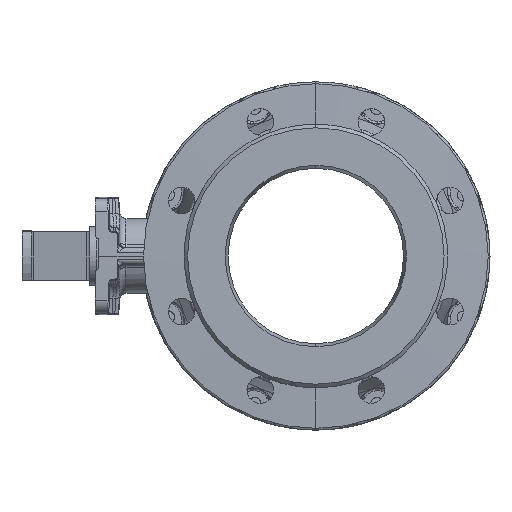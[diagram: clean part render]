
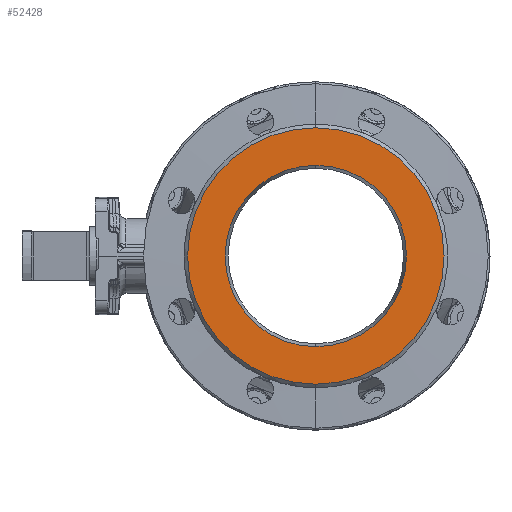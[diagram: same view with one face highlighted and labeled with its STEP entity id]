
A CAD part, left-side view. The second image highlights one B-rep face of the part: STEP entity #52428.
In plain terms, the highlighted planar face has unit normal (-1, 0, 0).
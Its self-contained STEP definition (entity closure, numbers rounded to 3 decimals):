
#52428 = ADVANCED_FACE ( 'NONE', ( #71961, #71960 ), #71958, .T. ) ;
#52429 = EDGE_LOOP ( 'NONE', ( #52430, #52432 ) ) ;
#52430 = ORIENTED_EDGE ( 'NONE', *, *, #53741, .T. ) ;
#52432 = ORIENTED_EDGE ( 'NONE', *, *, #52434, .T. ) ;
#52434 = EDGE_CURVE ( 'NONE', #53859, #53858, #71968, .T. ) ;
#52435 = EDGE_LOOP ( 'NONE', ( #52436, #52437 ) ) ;
#52436 = ORIENTED_EDGE ( 'NONE', *, *, #53848, .F. ) ;
#52437 = ORIENTED_EDGE ( 'NONE', *, *, #52449, .F. ) ;
#52449 = EDGE_CURVE ( 'NONE', #53849, #53853, #72005, .T. ) ;
#53741 = EDGE_CURVE ( 'NONE', #53858, #53859, #74687, .T. ) ;
#53848 = EDGE_CURVE ( 'NONE', #53853, #53849, #75065, .T. ) ;
#53849 = VERTEX_POINT ( 'NONE', #75060 ) ;
#53853 = VERTEX_POINT ( 'NONE', #75058 ) ;
#53858 = VERTEX_POINT ( 'NONE', #75053 ) ;
#53859 = VERTEX_POINT ( 'NONE', #75052 ) ;
#71958 = PLANE ( 'NONE',  #71986 ) ;
#71960 = FACE_OUTER_BOUND ( 'NONE', #52435, .T. ) ;
#71961 = FACE_BOUND ( 'NONE', #52429, .T. ) ;
#71964 = DIRECTION ( 'NONE',  ( 0., 0., -1. ) ) ;
#71965 = DIRECTION ( 'NONE',  ( 1., 0., 0. ) ) ;
#71966 = CARTESIAN_POINT ( 'NONE',  ( -101., 0., 0. ) ) ;
#71967 = AXIS2_PLACEMENT_3D ( 'NONE', #71966, #71965, #71964 ) ;
#71968 = CIRCLE ( 'NONE', #71967, 75. ) ;
#71983 = DIRECTION ( 'NONE',  ( 0., 0., 1. ) ) ;
#71984 = DIRECTION ( 'NONE',  ( -1., 0., 0. ) ) ;
#71985 = CARTESIAN_POINT ( 'NONE',  ( -101., -106., 0. ) ) ;
#71986 = AXIS2_PLACEMENT_3D ( 'NONE', #71985, #71984, #71983 ) ;
#72001 = DIRECTION ( 'NONE',  ( 0., 0., -1. ) ) ;
#72002 = DIRECTION ( 'NONE',  ( 1., 0., 0. ) ) ;
#72003 = CARTESIAN_POINT ( 'NONE',  ( -101., 0., 0. ) ) ;
#72004 = AXIS2_PLACEMENT_3D ( 'NONE', #72003, #72002, #72001 ) ;
#72005 = CIRCLE ( 'NONE', #72004, 106. ) ;
#74684 = DIRECTION ( 'NONE',  ( 1., 0., 0. ) ) ;
#74685 = CARTESIAN_POINT ( 'NONE',  ( -101., 0., 0. ) ) ;
#74686 = AXIS2_PLACEMENT_3D ( 'NONE', #74685, #74684, #74738 ) ;
#74687 = CIRCLE ( 'NONE', #74686, 75. ) ;
#74738 = DIRECTION ( 'NONE',  ( 0., 0., -1. ) ) ;
#75052 = CARTESIAN_POINT ( 'NONE',  ( -101., 0., -75. ) ) ;
#75053 = CARTESIAN_POINT ( 'NONE',  ( -101., 0., 75. ) ) ;
#75058 = CARTESIAN_POINT ( 'NONE',  ( -101., 0., -106. ) ) ;
#75060 = CARTESIAN_POINT ( 'NONE',  ( -101., 0., 106. ) ) ;
#75061 = DIRECTION ( 'NONE',  ( 0., 0., -1. ) ) ;
#75062 = DIRECTION ( 'NONE',  ( 1., 0., 0. ) ) ;
#75063 = CARTESIAN_POINT ( 'NONE',  ( -101., 0., 0. ) ) ;
#75064 = AXIS2_PLACEMENT_3D ( 'NONE', #75063, #75062, #75061 ) ;
#75065 = CIRCLE ( 'NONE', #75064, 106. ) ;
